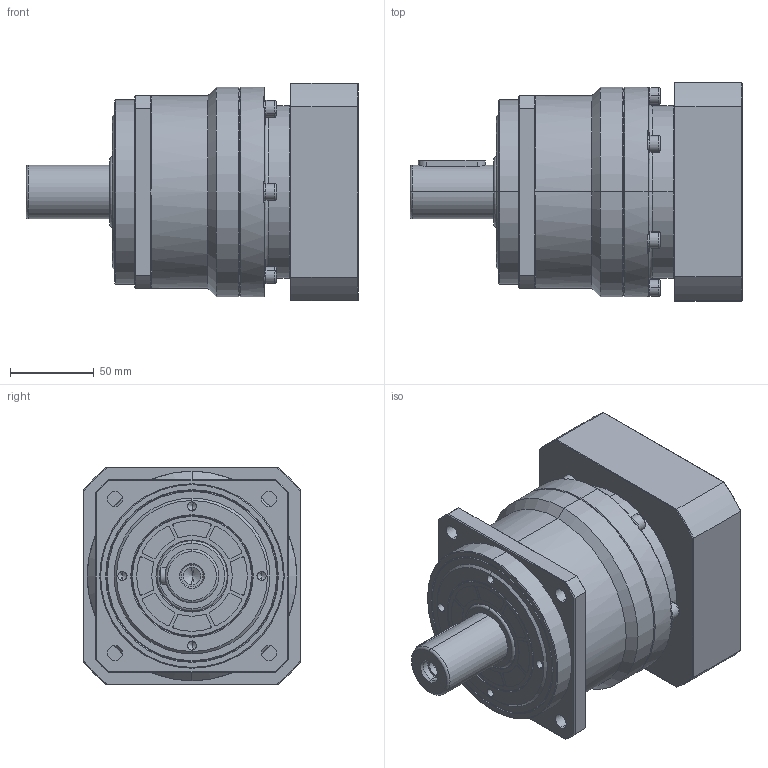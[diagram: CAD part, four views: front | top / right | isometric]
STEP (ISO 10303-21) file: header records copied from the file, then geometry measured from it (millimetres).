
FILE_DESCRIPTION (( 'STEP AP203' ), '1' );
FILE_NAME ('KS115L1-110-22-59-M8-145 俋倛芞.step', '2022-10-19T02:12:12', ( 'PC' ), ( 'Microsoft' ), 'SwSTEP 2.0', 'SolidWorks 2016', '' );
FILE_SCHEMA (( 'CONFIG_CONTROL_DESIGN' ));
Length unit declared in the file: millimetre
Products named in the file (11): 一级整体太阳轮带夹套外形图 KB115-D24; hexagon socket head cap screws gb_GB_FASTENER_SCREWS_HSHCS M8X25-N; hexagon socket head cap screws gb_GB_FASTENER_SCREWS_HSHCS M6X20-N; spring lock washers--normal type gb_GB_FASTENER_WASHER_SW 6; 一级齿圈加出轴 KS115 外形图; hex socket set screws with flat point gb_GB_FASTENER_SCREWS_HSFP M16X16-N; hexagon socket head cap screws gb_GB_FASTENER_SCREWS_HSHCS M6X25-N; 24-22曹噤杶; 笢潔楊擘 KS115 俋倛芞; KS115L1-110-22-59-M8-145 俋倛芞; 萇儂楊擘俋倛芞 KB115 D110-M8-145F130H38.5
Assembly tree (31 placements, depth 2):
  KS115L1-110-22-59-M8-145 俋倛芞
    一级齿圈加出轴 KS115 外形图
    笢潔楊擘 KS115 俋倛芞
    萇儂楊擘俋倛芞 KB115 D110-M8-145F130H38.5
    一级整体太阳轮带夹套外形图 KB115-D24
    hexagon socket head cap screws gb_GB_FASTENER_SCREWS_HSHCS M8X25-N
    hexagon socket head cap screws gb_GB_FASTENER_SCREWS_HSHCS M6X20-N  x6
    spring lock washers--normal type gb_GB_FASTENER_WASHER_SW 6  x12
    hex socket set screws with flat point gb_GB_FASTENER_SCREWS_HSFP M16X16-N
    hexagon socket head cap screws gb_GB_FASTENER_SCREWS_HSHCS M6X25-N  x6
    24-22曹噤杶
Bounding box: 198 x 130 x 130 mm (x, y, z)
Volume: 1519779.9 mm3; surface area: 210257.9 mm2
Topology: 33 solids, 33 shells, 969 faces, 2315 edges, 1425 vertices
Faces by surface type: plane 413, cylinder 343, cone 177, torus 36
Entity records: 20114 total; most frequent: CARTESIAN_POINT 3724, DIRECTION 3301, ORIENTED_EDGE 2906, EDGE_CURVE 1453, AXIS2_PLACEMENT_3D 1318, VERTEX_POINT 919, EDGE_LOOP 704, CIRCLE 675
